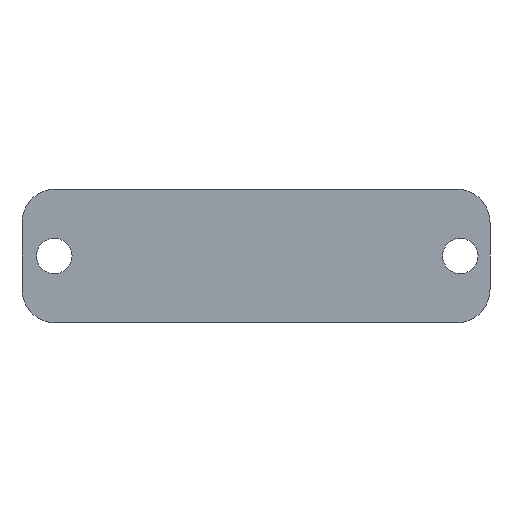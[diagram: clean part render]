
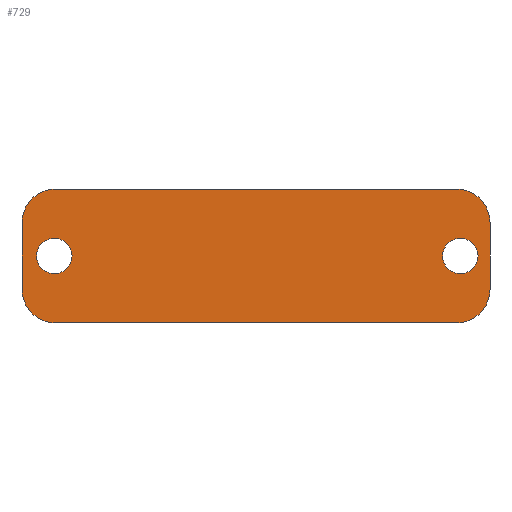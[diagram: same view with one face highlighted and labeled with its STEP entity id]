
A CAD part, front view. The second image highlights one B-rep face of the part: STEP entity #729.
In plain terms, the highlighted planar face has unit normal (0, -1, 0).
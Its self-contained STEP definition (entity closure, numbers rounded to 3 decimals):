
#37=FACE_BOUND('',#141,.T.);
#38=FACE_BOUND('',#142,.T.);
#61=CIRCLE('',#813,5.);
#62=CIRCLE('',#815,5.);
#63=CIRCLE('',#816,5.);
#64=CIRCLE('',#817,5.);
#65=CIRCLE('',#818,2.65);
#66=CIRCLE('',#819,2.65);
#95=FACE_OUTER_BOUND('',#140,.T.);
#140=EDGE_LOOP('',(#628,#629,#630,#631,#632,#633,#634,#635));
#141=EDGE_LOOP('',(#636));
#142=EDGE_LOOP('',(#637));
#194=LINE('',#1162,#269);
#217=LINE('',#1218,#292);
#218=LINE('',#1222,#293);
#219=LINE('',#1226,#294);
#269=VECTOR('',#929,10.);
#292=VECTOR('',#1000,10.);
#293=VECTOR('',#1003,10.);
#294=VECTOR('',#1006,10.);
#352=VERTEX_POINT('',#1159);
#353=VERTEX_POINT('',#1161);
#361=VERTEX_POINT('',#1213);
#362=VERTEX_POINT('',#1217);
#363=VERTEX_POINT('',#1219);
#364=VERTEX_POINT('',#1221);
#365=VERTEX_POINT('',#1223);
#366=VERTEX_POINT('',#1225);
#367=VERTEX_POINT('',#1228);
#368=VERTEX_POINT('',#1230);
#428=EDGE_CURVE('',#352,#353,#194,.T.);
#455=EDGE_CURVE('',#361,#352,#61,.T.);
#456=EDGE_CURVE('',#361,#362,#217,.T.);
#457=EDGE_CURVE('',#363,#362,#62,.T.);
#458=EDGE_CURVE('',#363,#364,#218,.T.);
#459=EDGE_CURVE('',#365,#364,#63,.T.);
#460=EDGE_CURVE('',#366,#365,#219,.T.);
#461=EDGE_CURVE('',#353,#366,#64,.T.);
#462=EDGE_CURVE('',#367,#367,#65,.T.);
#463=EDGE_CURVE('',#368,#368,#66,.T.);
#628=ORIENTED_EDGE('',*,*,#455,.F.);
#629=ORIENTED_EDGE('',*,*,#456,.T.);
#630=ORIENTED_EDGE('',*,*,#457,.F.);
#631=ORIENTED_EDGE('',*,*,#458,.T.);
#632=ORIENTED_EDGE('',*,*,#459,.F.);
#633=ORIENTED_EDGE('',*,*,#460,.F.);
#634=ORIENTED_EDGE('',*,*,#461,.F.);
#635=ORIENTED_EDGE('',*,*,#428,.F.);
#636=ORIENTED_EDGE('',*,*,#462,.T.);
#637=ORIENTED_EDGE('',*,*,#463,.T.);
#696=PLANE('',#814);
#729=ADVANCED_FACE('',(#95,#37,#38),#696,.T.);
#813=AXIS2_PLACEMENT_3D('',#1215,#996,#997);
#814=AXIS2_PLACEMENT_3D('',#1216,#998,#999);
#815=AXIS2_PLACEMENT_3D('',#1220,#1001,#1002);
#816=AXIS2_PLACEMENT_3D('',#1224,#1004,#1005);
#817=AXIS2_PLACEMENT_3D('',#1227,#1007,#1008);
#818=AXIS2_PLACEMENT_3D('',#1229,#1009,#1010);
#819=AXIS2_PLACEMENT_3D('',#1231,#1011,#1012);
#929=DIRECTION('',(1.,0.,0.));
#996=DIRECTION('center_axis',(0.,1.,0.));
#997=DIRECTION('ref_axis',(-0.707,0.,0.707));
#998=DIRECTION('center_axis',(0.,-1.,0.));
#999=DIRECTION('ref_axis',(0.,0.,-1.));
#1000=DIRECTION('',(0.,0.,-1.));
#1001=DIRECTION('center_axis',(0.,1.,0.));
#1002=DIRECTION('ref_axis',(-0.707,0.,-0.707));
#1003=DIRECTION('',(1.,0.,0.));
#1004=DIRECTION('center_axis',(0.,1.,0.));
#1005=DIRECTION('ref_axis',(0.707,0.,-0.707));
#1006=DIRECTION('',(0.,0.,-1.));
#1007=DIRECTION('center_axis',(0.,1.,0.));
#1008=DIRECTION('ref_axis',(0.707,0.,0.707));
#1009=DIRECTION('center_axis',(0.,1.,0.));
#1010=DIRECTION('ref_axis',(1.,0.,0.));
#1011=DIRECTION('center_axis',(0.,1.,0.));
#1012=DIRECTION('ref_axis',(1.,0.,0.));
#1159=CARTESIAN_POINT('',(5.,0.,20.));
#1161=CARTESIAN_POINT('',(65.,0.,20.));
#1162=CARTESIAN_POINT('',(0.,0.,20.));
#1213=CARTESIAN_POINT('',(0.,0.,15.));
#1215=CARTESIAN_POINT('Origin',(5.,0.,15.));
#1216=CARTESIAN_POINT('Origin',(0.,0.,20.));
#1217=CARTESIAN_POINT('',(0.,0.,5.));
#1218=CARTESIAN_POINT('',(0.,0.,20.));
#1219=CARTESIAN_POINT('',(5.,0.,0.));
#1220=CARTESIAN_POINT('Origin',(5.,0.,5.));
#1221=CARTESIAN_POINT('',(65.,0.,0.));
#1222=CARTESIAN_POINT('',(0.,0.,0.));
#1223=CARTESIAN_POINT('',(70.,0.,5.));
#1224=CARTESIAN_POINT('Origin',(65.,0.,5.));
#1225=CARTESIAN_POINT('',(70.,0.,15.));
#1226=CARTESIAN_POINT('',(70.,0.,20.));
#1227=CARTESIAN_POINT('Origin',(65.,0.,15.));
#1228=CARTESIAN_POINT('',(62.915,0.,10.));
#1229=CARTESIAN_POINT('Origin',(65.565,0.,10.));
#1230=CARTESIAN_POINT('',(2.187,0.,10.));
#1231=CARTESIAN_POINT('Origin',(4.837,0.,10.));
